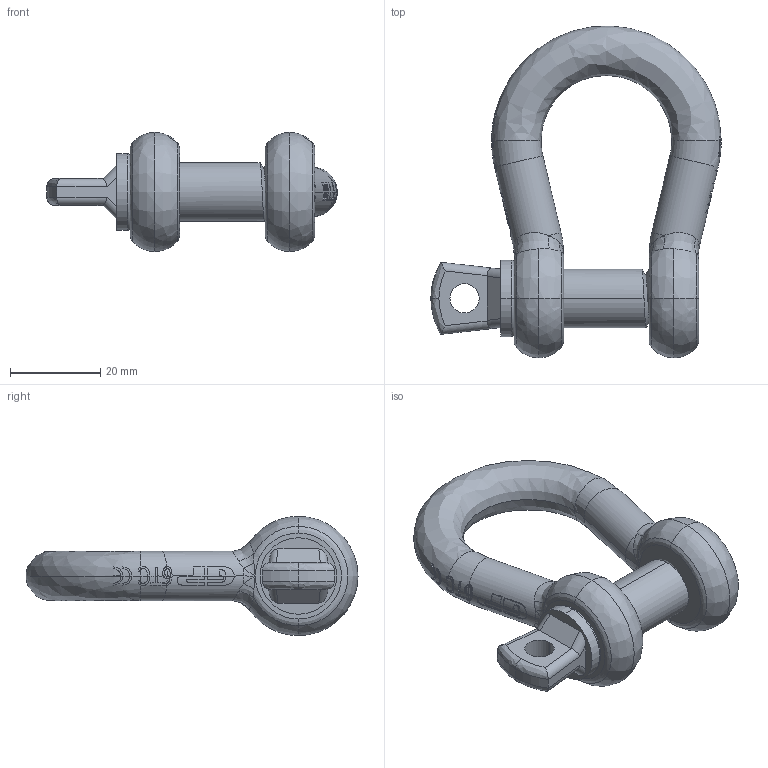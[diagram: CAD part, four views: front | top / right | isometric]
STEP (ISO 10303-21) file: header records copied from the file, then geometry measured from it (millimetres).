
FILE_DESCRIPTION(('STEP AP214'),'1');
FILE_NAME('gpghbb11.stp','2017-03-31T05:58:18',('TraceParts'),('TraceParts S.A.'),'Spatial InterOp 3D',' ',' ');
FILE_SCHEMA(('automotive_design'));
Length unit declared in the file: millimetre
Products named in the file (2): gpghbb11_1; gpghbb11_2
Bounding box: 64.5 x 73.74 x 26.5 mm (x, y, z)
Volume: 25304.3 mm3; surface area: 10754.4 mm2
Topology: 2 solids, 2 shells, 359 faces, 1004 edges, 636 vertices
Faces by surface type: bspline 158, plane 109, cylinder 87, cone 3, torus 2
Entity records: 20396 total; most frequent: CARTESIAN_POINT 12762, ORIENTED_EDGE 1976, DIRECTION 1058, EDGE_CURVE 988, VERTEX_POINT 636, B_SPLINE_CURVE_WITH_KNOTS 388, AXIS2_PLACEMENT_3D 371, EDGE_LOOP 368
